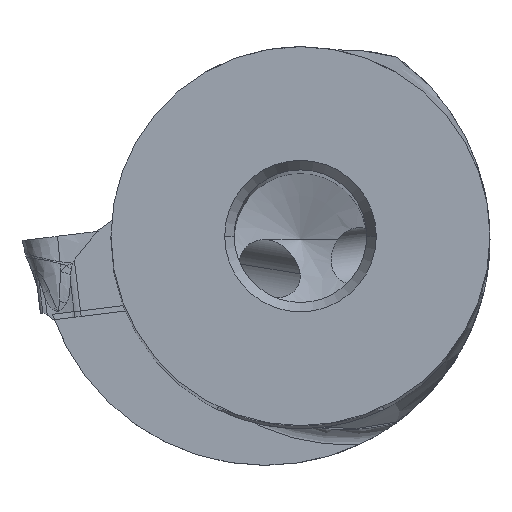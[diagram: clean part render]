
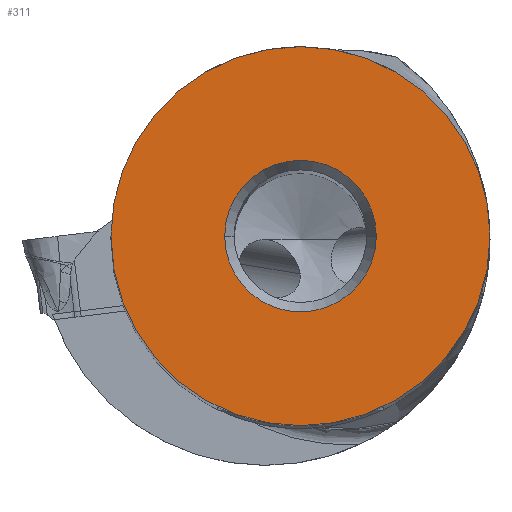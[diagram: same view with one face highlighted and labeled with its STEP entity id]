
A CAD part, top view. The second image highlights one B-rep face of the part: STEP entity #311.
In plain terms, the highlighted planar face has unit normal (0, 0, 1).
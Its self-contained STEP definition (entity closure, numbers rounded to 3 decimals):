
#45=FACE_BOUND('',#726,.T.);
#46=FACE_BOUND('',#727,.T.);
#311=ADVANCED_FACE('',(#45,#46),#418,.T.);
#418=PLANE('',#3768);
#726=EDGE_LOOP('',(#1356,#1357));
#727=EDGE_LOOP('',(#1358,#1359));
#1356=ORIENTED_EDGE('',*,*,#2538,.T.);
#1357=ORIENTED_EDGE('',*,*,#2545,.T.);
#1358=ORIENTED_EDGE('',*,*,#2550,.T.);
#1359=ORIENTED_EDGE('',*,*,#2551,.T.);
#2086=VERTEX_POINT('',#10122);
#2087=VERTEX_POINT('',#10123);
#2096=VERTEX_POINT('',#10146);
#2097=VERTEX_POINT('',#10147);
#2538=EDGE_CURVE('',#2086,#2087,#3130,.T.);
#2545=EDGE_CURVE('',#2087,#2086,#3131,.T.);
#2550=EDGE_CURVE('',#2096,#2097,#3132,.T.);
#2551=EDGE_CURVE('',#2097,#2096,#3133,.T.);
#3130=CIRCLE('',#3758,10.);
#3131=CIRCLE('',#3762,10.);
#3132=CIRCLE('',#3766,4.);
#3133=CIRCLE('',#3767,4.);
#3758=AXIS2_PLACEMENT_3D('',#10121,#4172,#4173);
#3762=AXIS2_PLACEMENT_3D('',#10135,#4184,#4185);
#3766=AXIS2_PLACEMENT_3D('',#10145,#4194,#4195);
#3767=AXIS2_PLACEMENT_3D('',#10148,#4196,#4197);
#3768=AXIS2_PLACEMENT_3D('',#10149,#4198,#4199);
#4172=DIRECTION('',(0.,0.,1.));
#4173=DIRECTION('',(-1.,0.,0.));
#4184=DIRECTION('',(0.,0.,1.));
#4185=DIRECTION('',(1.,0.,0.));
#4194=DIRECTION('',(0.,0.,-1.));
#4195=DIRECTION('',(-1.,0.,0.));
#4196=DIRECTION('',(0.,0.,-1.));
#4197=DIRECTION('',(1.,0.,0.));
#4198=DIRECTION('',(0.,0.,1.));
#4199=DIRECTION('',(1.,0.,0.));
#10121=CARTESIAN_POINT('',(0.,0.,0.));
#10122=CARTESIAN_POINT('',(-10.,0.,0.));
#10123=CARTESIAN_POINT('',(10.,0.,0.));
#10135=CARTESIAN_POINT('',(0.,0.,0.));
#10145=CARTESIAN_POINT('',(0.,0.,0.));
#10146=CARTESIAN_POINT('',(-4.,0.,0.));
#10147=CARTESIAN_POINT('',(4.,0.,0.));
#10148=CARTESIAN_POINT('',(0.,0.,0.));
#10149=CARTESIAN_POINT('',(0.,0.,0.));
